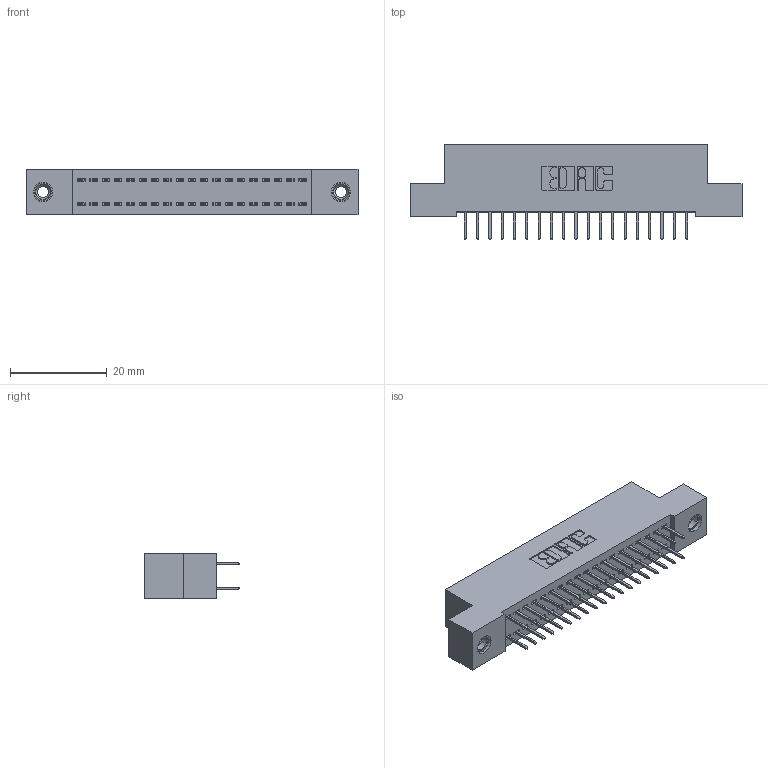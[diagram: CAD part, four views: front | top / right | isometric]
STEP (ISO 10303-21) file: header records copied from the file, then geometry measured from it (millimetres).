
FILE_DESCRIPTION (( 'STEP AP203' ), '1' );
FILE_NAME ('342-038-524-208.STEP', '2018-08-11T22:09:31', ( '' ), ( '' ), 'SwSTEP 2.0', 'SolidWorks 2016', '' );
FILE_SCHEMA (( 'CONFIG_CONTROL_DESIGN' ));
Length unit declared in the file: inch
Products named in the file (4): 342 Part_TI; 345-292-001_345-293-124; 345-250-001_345-250-003-102; 342-038-524-208
Assembly tree (41 placements, depth 2):
  342-038-524-208
    342 Part_TI
    345-292-001_345-293-124  x38
    345-250-001_345-250-003-102  x2
Bounding box: 68.58 x 19.69 x 9.4 mm (x, y, z)
Volume: 5989.8 mm3; surface area: 9043.9 mm2
Topology: 41 solids, 41 shells, 2298 faces, 6477 edges, 4158 vertices
Faces by surface type: plane 1694, cylinder 588, cone 12, torus 4
Entity records: 16326 total; most frequent: CARTESIAN_POINT 2713, ORIENTED_EDGE 2642, DIRECTION 2391, EDGE_CURVE 1321, VECTOR 1177, LINE 1177, VERTEX_POINT 872, AXIS2_PLACEMENT_3D 607
